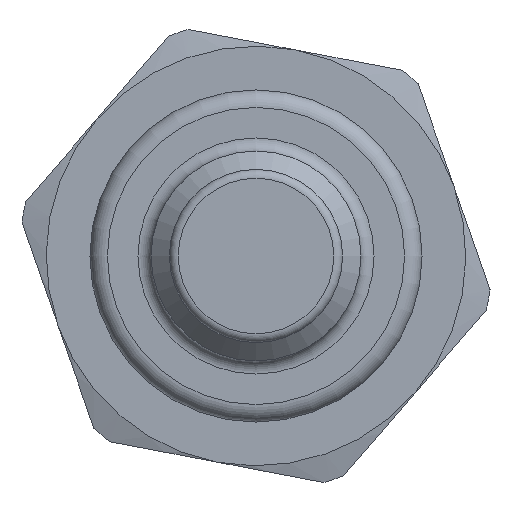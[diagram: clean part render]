
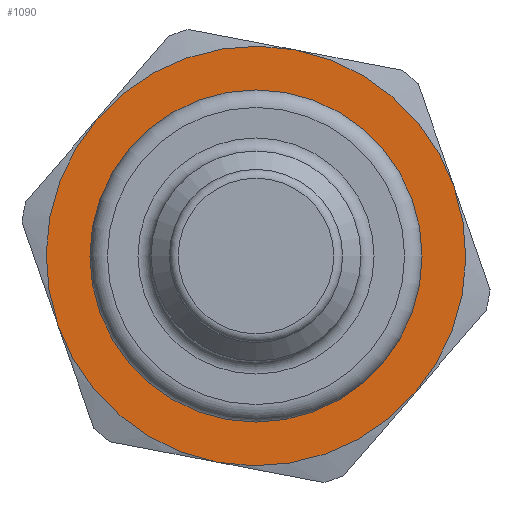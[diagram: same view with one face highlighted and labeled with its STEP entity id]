
A CAD part, left-side view. The second image highlights one B-rep face of the part: STEP entity #1090.
In plain terms, the highlighted planar face has unit normal (-1, 0, 0).
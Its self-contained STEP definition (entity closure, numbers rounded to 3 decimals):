
#98=CARTESIAN_POINT('',(29.95,11.331,-3.95));
#99=VERTEX_POINT('',#98);
#182=CARTESIAN_POINT('',(29.95,9.086,7.838));
#183=VERTEX_POINT('',#182);
#266=CARTESIAN_POINT('',(29.95,-2.245,11.788));
#267=VERTEX_POINT('',#266);
#350=CARTESIAN_POINT('',(29.95,-11.331,3.95));
#351=VERTEX_POINT('',#350);
#434=CARTESIAN_POINT('',(29.95,-9.086,-7.838));
#435=VERTEX_POINT('',#434);
#494=CARTESIAN_POINT('',(29.95,2.245,-11.788));
#495=VERTEX_POINT('',#494);
#496=CARTESIAN_POINT('',(29.95,0.,0.));
#497=DIRECTION('',(-1.0,0.,0.));
#498=DIRECTION('',(0.,0.187,-0.982));
#499=AXIS2_PLACEMENT_3D('',#496,#497,#498);
#500=CIRCLE('',#499,12.0);
#501=EDGE_CURVE('',#495,#435,#500,.T.);
#534=CARTESIAN_POINT('',(29.95,0.,0.));
#535=DIRECTION('',(-1.0,0.,0.));
#536=DIRECTION('',(0.,0.187,-0.982));
#537=AXIS2_PLACEMENT_3D('',#534,#535,#536);
#538=CIRCLE('',#537,12.0);
#539=EDGE_CURVE('',#435,#351,#538,.T.);
#558=CARTESIAN_POINT('',(29.95,0.,0.));
#559=DIRECTION('',(-1.0,0.,0.));
#560=DIRECTION('',(0.,0.187,-0.982));
#561=AXIS2_PLACEMENT_3D('',#558,#559,#560);
#562=CIRCLE('',#561,12.0);
#563=EDGE_CURVE('',#351,#267,#562,.T.);
#582=CARTESIAN_POINT('',(29.95,0.,0.));
#583=DIRECTION('',(-1.0,0.,0.));
#584=DIRECTION('',(0.,0.187,-0.982));
#585=AXIS2_PLACEMENT_3D('',#582,#583,#584);
#586=CIRCLE('',#585,12.0);
#587=EDGE_CURVE('',#267,#183,#586,.T.);
#628=CARTESIAN_POINT('',(29.95,0.,0.));
#629=DIRECTION('',(-1.0,0.,0.));
#630=DIRECTION('',(0.,0.187,-0.982));
#631=AXIS2_PLACEMENT_3D('',#628,#629,#630);
#632=CIRCLE('',#631,12.0);
#633=EDGE_CURVE('',#99,#495,#632,.T.);
#644=CARTESIAN_POINT('',(29.95,0.,0.));
#645=DIRECTION('',(-1.0,0.,0.));
#646=DIRECTION('',(0.,0.187,-0.982));
#647=AXIS2_PLACEMENT_3D('',#644,#645,#646);
#648=CIRCLE('',#647,12.0);
#649=EDGE_CURVE('',#183,#99,#648,.T.);
#1066=CARTESIAN_POINT('',(29.95,2.009,-10.548));
#1067=DIRECTION('',(-1.0,0.0,0.0));
#1068=DIRECTION('',(0.0,0.982,0.187));
#1069=AXIS2_PLACEMENT_3D('',#1066,#1067,#1068);
#1070=PLANE('',#1069);
#1071=ORIENTED_EDGE('',*,*,#501,.T.);
#1072=ORIENTED_EDGE('',*,*,#539,.T.);
#1073=ORIENTED_EDGE('',*,*,#563,.T.);
#1074=ORIENTED_EDGE('',*,*,#587,.T.);
#1075=ORIENTED_EDGE('',*,*,#649,.T.);
#1076=ORIENTED_EDGE('',*,*,#633,.T.);
#1077=EDGE_LOOP('',(#1071,#1072,#1073,#1074,#1075,#1076));
#1078=FACE_OUTER_BOUND('',#1077,.T.);
#1079=CARTESIAN_POINT('',(29.95,1.772,-9.308));
#1080=VERTEX_POINT('',#1079);
#1081=CARTESIAN_POINT('',(29.95,0.,0.));
#1082=DIRECTION('',(-1.0,0.,0.));
#1083=DIRECTION('',(0.,0.187,-0.982));
#1084=AXIS2_PLACEMENT_3D('',#1081,#1082,#1083);
#1085=CIRCLE('',#1084,9.475);
#1086=EDGE_CURVE('',#1080,#1080,#1085,.T.);
#1087=ORIENTED_EDGE('',*,*,#1086,.F.);
#1088=EDGE_LOOP('',(#1087));
#1089=FACE_BOUND('',#1088,.T.);
#1090=ADVANCED_FACE('',(#1078,#1089),#1070,.T.);
